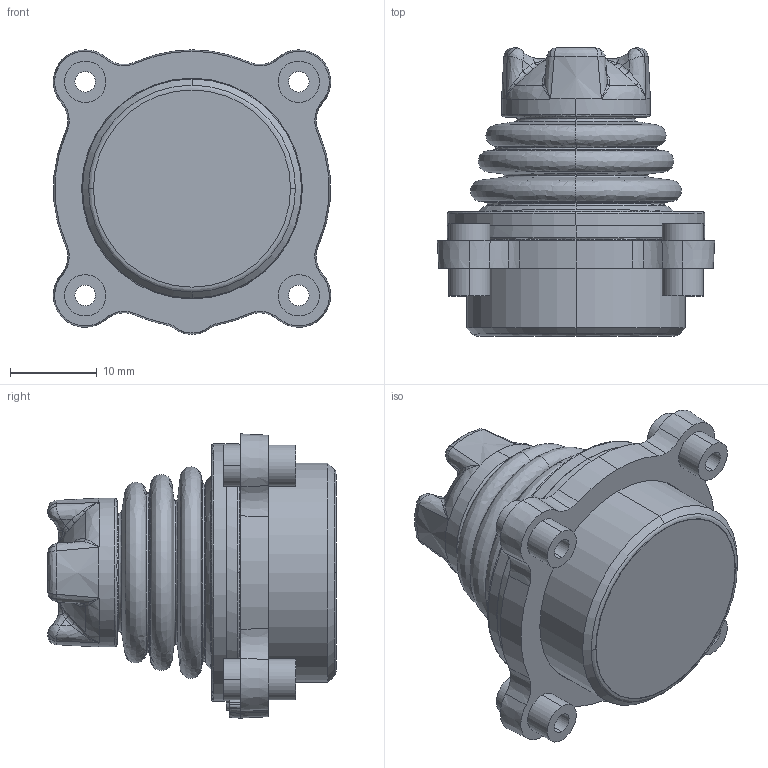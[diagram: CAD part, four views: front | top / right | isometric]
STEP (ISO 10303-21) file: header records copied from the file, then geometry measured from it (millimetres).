
FILE_DESCRIPTION (( 'STEP AP214' ), '1' );
FILE_NAME ('TS-1R.STEP', '2010-05-25T19:00:00', ( 'Employee' ), ( 'CH Products' ), 'SwSTEP 2.0', 'SolidWorks 2010', '' );
FILE_SCHEMA (( 'AUTOMOTIVE_DESIGN' ));
Length unit declared in the file: inch
Products named in the file (4): TS-rev_A2.5  -  REFERENCE (cap)-1; TS-rev_A2.5  -  REFERENCE (housing & boot)-1; TS-rev_A2.5  -  REFERENCE (bezel rear mount)-1; TS-1R
Assembly tree (3 placements, depth 2):
  TS-1R
    TS-rev_A2.5  -  REFERENCE (cap)-1
    TS-rev_A2.5  -  REFERENCE (housing & boot)-1
    TS-rev_A2.5  -  REFERENCE (bezel rear mount)-1
Bounding box: 32 x 33.25 x 32.8 mm (x, y, z)
Volume: 6030.9 mm3; surface area: 10941.4 mm2
Topology: 6 solids, 6 shells, 355 faces, 863 edges, 503 vertices
Faces by surface type: bspline 168, cone 79, cylinder 73, plane 35
Entity records: 24353 total; most frequent: CARTESIAN_POINT 12346, ORIENTED_EDGE 1666, DIRECTION 1364, EDGE_CURVE 833, AXIS2_PLACEMENT_3D 601, VERTEX_POINT 503, CIRCLE 408, EDGE_LOOP 384
